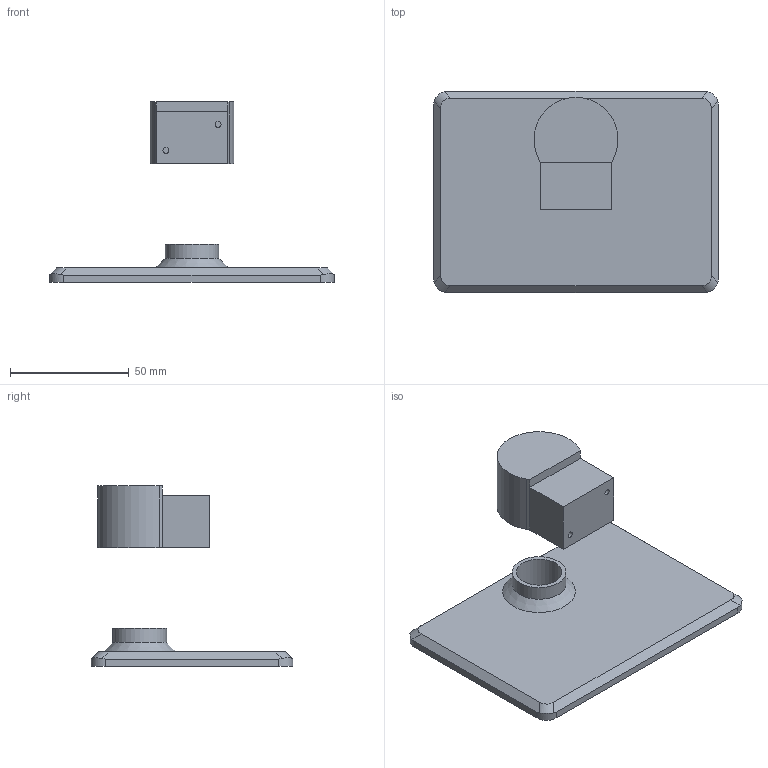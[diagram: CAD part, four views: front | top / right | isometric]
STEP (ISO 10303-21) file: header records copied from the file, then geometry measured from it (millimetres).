
FILE_DESCRIPTION(/* description */ (''),/* implementation_level */ '2;1');
FILE_NAME(/* name */ 'Monitor Mount for LG 22MK430H-B.step',/* time_stamp */ '2025-10-05T15:45:43-05:00',/* author */ (''),/* organization */ (''),/* preprocessor_version */ 'ST-DEVELOPER v20.1',/* originating_system */ 'Autodesk Translation Framework v14.17.0.0',/* authorisation */ '');
FILE_SCHEMA (('AUTOMOTIVE_DESIGN { 1 0 10303 214 3 1 1 }'));
Length unit declared in the file: millimetre
Products named in the file (2): (Unsaved); Rough draft
Assembly tree (1 placements, depth 2):
  (Unsaved)
    Rough draft
Bounding box: 120 x 85 x 76 mm (x, y, z)
Volume: 87672 mm3; surface area: 31377.5 mm2
Topology: 2 solids, 2 shells, 46 faces, 107 edges, 70 vertices
Faces by surface type: plane 30, cylinder 14, cone 2
Full cylindrical faces by diameter (mm): 19.05 x2, 22.65 x1
Entity records: 1365 total; most frequent: DIRECTION 239, CARTESIAN_POINT 226, ORIENTED_EDGE 214, EDGE_CURVE 107, AXIS2_PLACEMENT_3D 83, LINE 73, VECTOR 73, VERTEX_POINT 70
